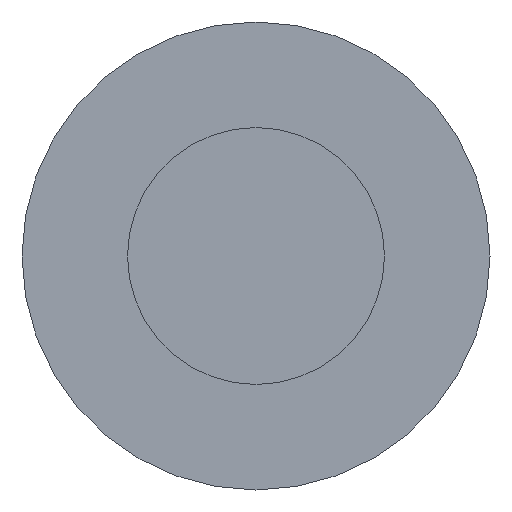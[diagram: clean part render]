
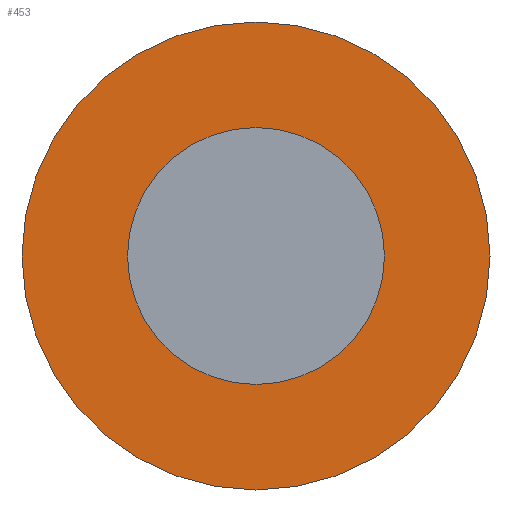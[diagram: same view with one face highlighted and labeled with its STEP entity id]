
A CAD part, front view. The second image highlights one B-rep face of the part: STEP entity #453.
In plain terms, the highlighted planar face has unit normal (0, -1, 0).
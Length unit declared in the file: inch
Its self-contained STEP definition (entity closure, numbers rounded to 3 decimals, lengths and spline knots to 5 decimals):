
#97=FACE_BOUND($,#134,.T.);
#100=FACE_OUTER_BOUND($,#133,.T.);
#133=EDGE_LOOP($,(#297));
#134=EDGE_LOOP($,(#298));
#169=CIRCLE($,#490,0.102);
#170=CIRCLE($,#491,0.056);
#191=VERTEX_POINT($,#707);
#192=VERTEX_POINT($,#709);
#230=EDGE_CURVE($,#191,#191,#169,.T.);
#231=EDGE_CURVE($,#192,#192,#170,.T.);
#297=ORIENTED_EDGE($,*,*,#230,.T.);
#298=ORIENTED_EDGE($,*,*,#231,.F.);
#431=PLANE($,#489);
#453=ADVANCED_FACE($,(#100,#97),#431,.T.);
#489=AXIS2_PLACEMENT_3D($,#706,#553,#554);
#490=AXIS2_PLACEMENT_3D($,#708,#555,#556);
#491=AXIS2_PLACEMENT_3D($,#710,#557,#558);
#553=DIRECTION('center_axis',(0.,-1.,0.));
#554=DIRECTION('ref_axis',(-1.,0.,0.));
#555=DIRECTION('center_axis',(0.,-1.,0.));
#556=DIRECTION('ref_axis',(1.,0.,0.));
#557=DIRECTION('center_axis',(0.,-1.,0.));
#558=DIRECTION('ref_axis',(1.,0.,0.));
#706=CARTESIAN_POINT('Origin',(0.,0.,0.));
#707=CARTESIAN_POINT('',(0.102,0.,0.));
#708=CARTESIAN_POINT('Origin',(0.,0.,0.));
#709=CARTESIAN_POINT('',(0.056,0.,0.));
#710=CARTESIAN_POINT('Origin',(0.,0.,0.));
